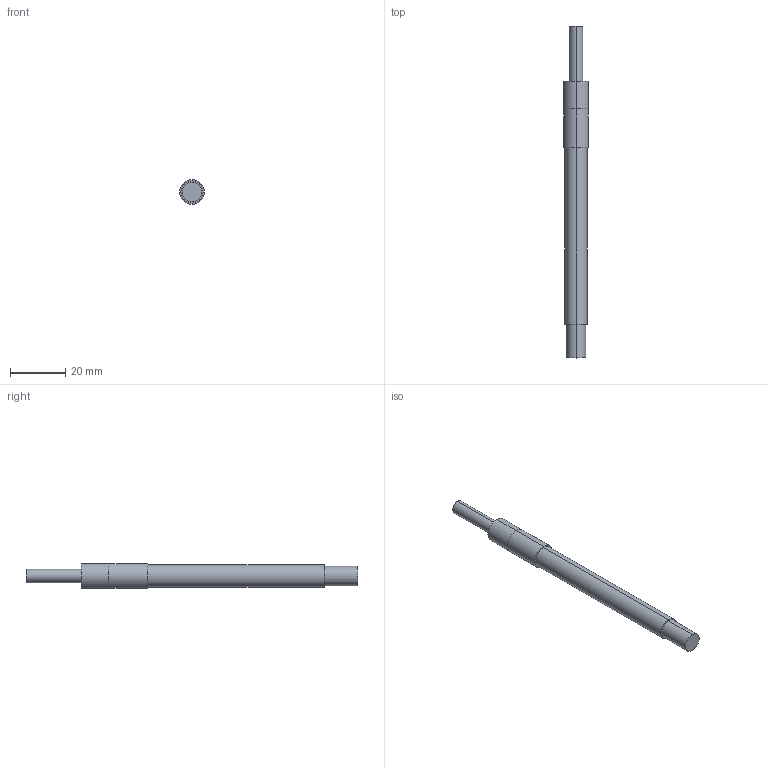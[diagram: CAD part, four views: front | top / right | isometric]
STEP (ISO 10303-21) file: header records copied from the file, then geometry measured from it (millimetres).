
FILE_DESCRIPTION(('FreeCAD Model'),'2;1');
FILE_NAME('Open CASCADE Shape Model','2023-12-21T11:58:21',(''),(''), 'Open CASCADE STEP processor 7.6','FreeCAD','Unknown');
FILE_SCHEMA(('AUTOMOTIVE_DESIGN { 1 0 10303 214 1 1 1 1 }'));
Length unit declared in the file: millimetre
Products named in the file (1): Cut
Bounding box: 9 x 120.18 x 9 mm (x, y, z)
Volume: 5605.2 mm3; surface area: 3123.6 mm2
Topology: 2 solids, 2 shells, 17 faces, 58 edges, 94 vertices
Faces by surface type: cylinder 10, plane 7
Entity records: 942 total; most frequent: CARTESIAN_POINT 170, DIRECTION 132, ORIENTED_EDGE 60, AXIS2_PLACEMENT_3D 56, CIRCLE 38, EDGE_CURVE 30, GEOMETRIC_CURVE_SET 29, PRESENTATION_STYLE_ASSIGNMENT 29
